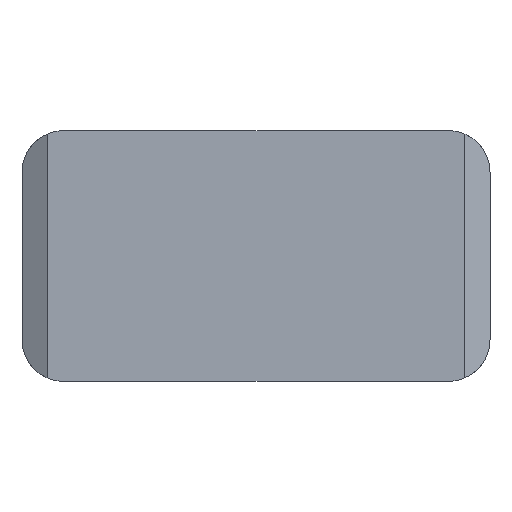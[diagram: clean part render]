
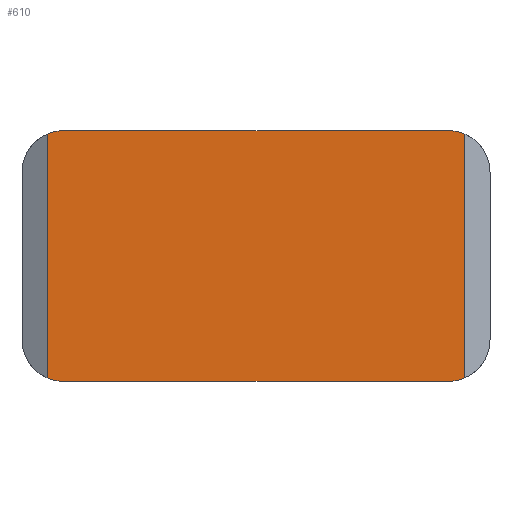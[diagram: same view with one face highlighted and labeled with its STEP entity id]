
A CAD part, front view. The second image highlights one B-rep face of the part: STEP entity #610.
In plain terms, the highlighted planar face has unit normal (0, -1, 0).
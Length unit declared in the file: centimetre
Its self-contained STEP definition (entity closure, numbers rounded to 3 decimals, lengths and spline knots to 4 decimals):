
#7 = VERTEX_POINT ( 'NONE', #357 ) ;
#9 = DIRECTION ( 'NONE',  ( 0., 0., 1. ) ) ;
#11 = CARTESIAN_POINT ( 'NONE',  ( 1., 0., -7.25 ) ) ;
#24 = CIRCLE ( 'NONE', #411, 1.25 ) ;
#28 = DIRECTION ( 'NONE',  ( 0., -1., 0. ) ) ;
#37 = CIRCLE ( 'NONE', #153, 1.25 ) ;
#60 = ORIENTED_EDGE ( 'NONE', *, *, #234, .F. ) ;
#63 = DIRECTION ( 'NONE',  ( 0., 0., 1. ) ) ;
#71 = CARTESIAN_POINT ( 'NONE',  ( 0.5, 0., -7.1456 ) ) ;
#91 = DIRECTION ( 'NONE',  ( 0., 0., 1. ) ) ;
#95 = DIRECTION ( 'NONE',  ( 0., 1., 0. ) ) ;
#97 = FACE_OUTER_BOUND ( 'NONE', #439, .T. ) ;
#98 = CIRCLE ( 'NONE', #156, 1.25 ) ;
#104 = EDGE_CURVE ( 'NONE', #457, #436, #446, .T. ) ;
#113 = VERTEX_POINT ( 'NONE', #661 ) ;
#122 = VECTOR ( 'NONE', #528, 100. ) ;
#151 = LINE ( 'NONE', #402, #435 ) ;
#152 = ORIENTED_EDGE ( 'NONE', *, *, #440, .F. ) ;
#153 = AXIS2_PLACEMENT_3D ( 'NONE', #210, #728, #341 ) ;
#156 = AXIS2_PLACEMENT_3D ( 'NONE', #287, #579, #723 ) ;
#177 = ORIENTED_EDGE ( 'NONE', *, *, #679, .F. ) ;
#190 = LINE ( 'NONE', #533, #122 ) ;
#194 = EDGE_CURVE ( 'NONE', #463, #618, #151, .T. ) ;
#207 = DIRECTION ( 'NONE',  ( 1., 0., 0. ) ) ;
#210 = CARTESIAN_POINT ( 'NONE',  ( 12.5, 0., -1. ) ) ;
#234 = EDGE_CURVE ( 'NONE', #463, #710, #98, .T. ) ;
#258 = CARTESIAN_POINT ( 'NONE',  ( 13., 0., -7.1456 ) ) ;
#268 = EDGE_CURVE ( 'NONE', #113, #436, #343, .T. ) ;
#284 = ORIENTED_EDGE ( 'NONE', *, *, #268, .T. ) ;
#287 = CARTESIAN_POINT ( 'NONE',  ( 12.5, 0., -6. ) ) ;
#288 = VERTEX_POINT ( 'NONE', #572 ) ;
#291 = DIRECTION ( 'NONE',  ( 0., 1., 0. ) ) ;
#295 = ORIENTED_EDGE ( 'NONE', *, *, #194, .T. ) ;
#297 = AXIS2_PLACEMENT_3D ( 'NONE', #326, #28, #708 ) ;
#310 = CARTESIAN_POINT ( 'NONE',  ( 1., 0., -6. ) ) ;
#325 = VECTOR ( 'NONE', #620, 100. ) ;
#326 = CARTESIAN_POINT ( 'NONE',  ( 0., 0., 0. ) ) ;
#341 = DIRECTION ( 'NONE',  ( 0., 0., 1. ) ) ;
#343 = LINE ( 'NONE', #522, #325 ) ;
#356 = CARTESIAN_POINT ( 'NONE',  ( 1., 0., -1. ) ) ;
#357 = CARTESIAN_POINT ( 'NONE',  ( 12.5, 0., 0.25 ) ) ;
#374 = LINE ( 'NONE', #655, #458 ) ;
#402 = CARTESIAN_POINT ( 'NONE',  ( 13., 0., -1. ) ) ;
#407 = EDGE_CURVE ( 'NONE', #113, #288, #24, .T. ) ;
#411 = AXIS2_PLACEMENT_3D ( 'NONE', #356, #291, #9 ) ;
#422 = AXIS2_PLACEMENT_3D ( 'NONE', #310, #95, #91 ) ;
#435 = VECTOR ( 'NONE', #63, 100. ) ;
#436 = VERTEX_POINT ( 'NONE', #71 ) ;
#437 = CARTESIAN_POINT ( 'NONE',  ( 13., 0., 0.1456 ) ) ;
#439 = EDGE_LOOP ( 'NONE', ( #623, #284, #726, #152, #60, #295, #177, #587 ) ) ;
#440 = EDGE_CURVE ( 'NONE', #710, #457, #190, .T. ) ;
#444 = CARTESIAN_POINT ( 'NONE',  ( 12.5, 0., -7.25 ) ) ;
#446 = CIRCLE ( 'NONE', #422, 1.25 ) ;
#457 = VERTEX_POINT ( 'NONE', #11 ) ;
#458 = VECTOR ( 'NONE', #207, 100. ) ;
#463 = VERTEX_POINT ( 'NONE', #258 ) ;
#491 = PLANE ( 'NONE',  #297 ) ;
#522 = CARTESIAN_POINT ( 'NONE',  ( 0.5, 0., -6. ) ) ;
#528 = DIRECTION ( 'NONE',  ( -1., 0., 0. ) ) ;
#533 = CARTESIAN_POINT ( 'NONE',  ( 12.5, 0., -7.25 ) ) ;
#572 = CARTESIAN_POINT ( 'NONE',  ( 1., 0., 0.25 ) ) ;
#576 = EDGE_CURVE ( 'NONE', #288, #7, #374, .T. ) ;
#579 = DIRECTION ( 'NONE',  ( 0., 1., 0. ) ) ;
#587 = ORIENTED_EDGE ( 'NONE', *, *, #576, .F. ) ;
#610 = ADVANCED_FACE ( 'NONE', ( #97 ), #491, .T. ) ;
#618 = VERTEX_POINT ( 'NONE', #437 ) ;
#620 = DIRECTION ( 'NONE',  ( 0., 0., -1. ) ) ;
#623 = ORIENTED_EDGE ( 'NONE', *, *, #407, .F. ) ;
#655 = CARTESIAN_POINT ( 'NONE',  ( 1., 0., 0.25 ) ) ;
#661 = CARTESIAN_POINT ( 'NONE',  ( 0.5, 0., 0.1456 ) ) ;
#679 = EDGE_CURVE ( 'NONE', #7, #618, #37, .T. ) ;
#708 = DIRECTION ( 'NONE',  ( 0., 0., -1. ) ) ;
#710 = VERTEX_POINT ( 'NONE', #444 ) ;
#723 = DIRECTION ( 'NONE',  ( 0., 0., 1. ) ) ;
#726 = ORIENTED_EDGE ( 'NONE', *, *, #104, .F. ) ;
#728 = DIRECTION ( 'NONE',  ( 0., 1., 0. ) ) ;
